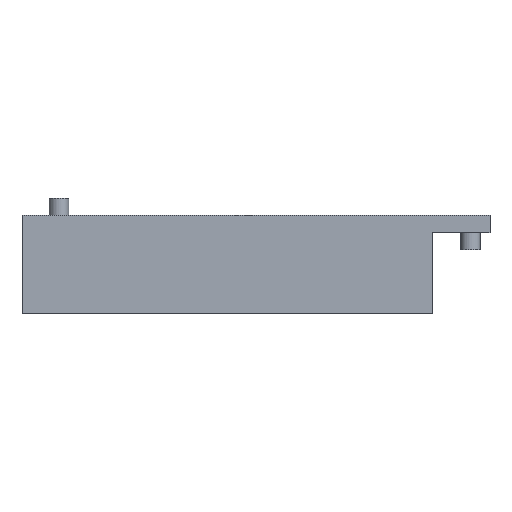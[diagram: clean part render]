
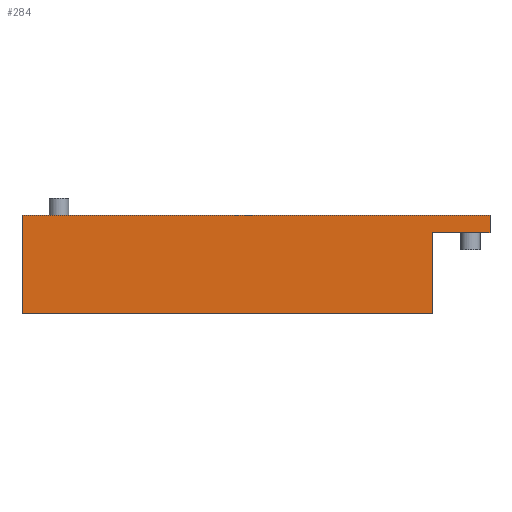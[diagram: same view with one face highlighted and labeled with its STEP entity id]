
A CAD part, left-side view. The second image highlights one B-rep face of the part: STEP entity #284.
In plain terms, the highlighted planar face has unit normal (-1, 0, 0).
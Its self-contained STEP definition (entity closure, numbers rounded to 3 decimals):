
#38=FACE_OUTER_BOUND('',#57,.T.);
#57=EDGE_LOOP('',(#239,#240,#241,#242,#243,#244));
#77=LINE('',#444,#109);
#80=LINE('',#450,#112);
#86=LINE('',#468,#118);
#88=LINE('',#472,#120);
#90=LINE('',#476,#122);
#91=LINE('',#477,#123);
#109=VECTOR('',#366,10.);
#112=VECTOR('',#371,10.);
#118=VECTOR('',#389,10.);
#120=VECTOR('',#393,10.);
#122=VECTOR('',#397,10.);
#123=VECTOR('',#398,10.);
#136=VERTEX_POINT('',#438);
#138=VERTEX_POINT('',#442);
#140=VERTEX_POINT('',#448);
#146=VERTEX_POINT('',#467);
#147=VERTEX_POINT('',#471);
#148=VERTEX_POINT('',#475);
#167=EDGE_CURVE('',#136,#138,#77,.T.);
#170=EDGE_CURVE('',#140,#138,#80,.T.);
#178=EDGE_CURVE('',#146,#136,#86,.T.);
#180=EDGE_CURVE('',#147,#146,#88,.T.);
#182=EDGE_CURVE('',#148,#140,#90,.T.);
#183=EDGE_CURVE('',#148,#147,#91,.T.);
#239=ORIENTED_EDGE('',*,*,#167,.T.);
#240=ORIENTED_EDGE('',*,*,#170,.F.);
#241=ORIENTED_EDGE('',*,*,#182,.F.);
#242=ORIENTED_EDGE('',*,*,#183,.T.);
#243=ORIENTED_EDGE('',*,*,#180,.T.);
#244=ORIENTED_EDGE('',*,*,#178,.T.);
#268=PLANE('',#327);
#284=ADVANCED_FACE('',(#38),#268,.T.);
#327=AXIS2_PLACEMENT_3D('',#474,#395,#396);
#366=DIRECTION('',(0.,0.,1.));
#371=DIRECTION('',(0.,-1.,0.));
#389=DIRECTION('',(0.,-1.,0.));
#393=DIRECTION('',(0.,0.,1.));
#395=DIRECTION('center_axis',(-1.,0.,0.));
#396=DIRECTION('ref_axis',(0.,-1.,0.));
#397=DIRECTION('',(0.,0.,1.));
#398=DIRECTION('',(0.,-1.,0.));
#438=CARTESIAN_POINT('',(0.,10.,33.));
#442=CARTESIAN_POINT('',(0.,10.,40.));
#444=CARTESIAN_POINT('',(0.,10.,20.));
#448=CARTESIAN_POINT('',(0.,200.,40.));
#450=CARTESIAN_POINT('',(0.,200.,40.));
#467=CARTESIAN_POINT('',(0.,33.5,33.));
#468=CARTESIAN_POINT('',(0.,116.75,33.));
#471=CARTESIAN_POINT('',(0.,33.5,0.));
#472=CARTESIAN_POINT('',(0.,33.5,0.));
#474=CARTESIAN_POINT('Origin',(0.,200.,0.));
#475=CARTESIAN_POINT('',(0.,200.,0.));
#476=CARTESIAN_POINT('',(0.,200.,0.));
#477=CARTESIAN_POINT('',(0.,200.,0.));
